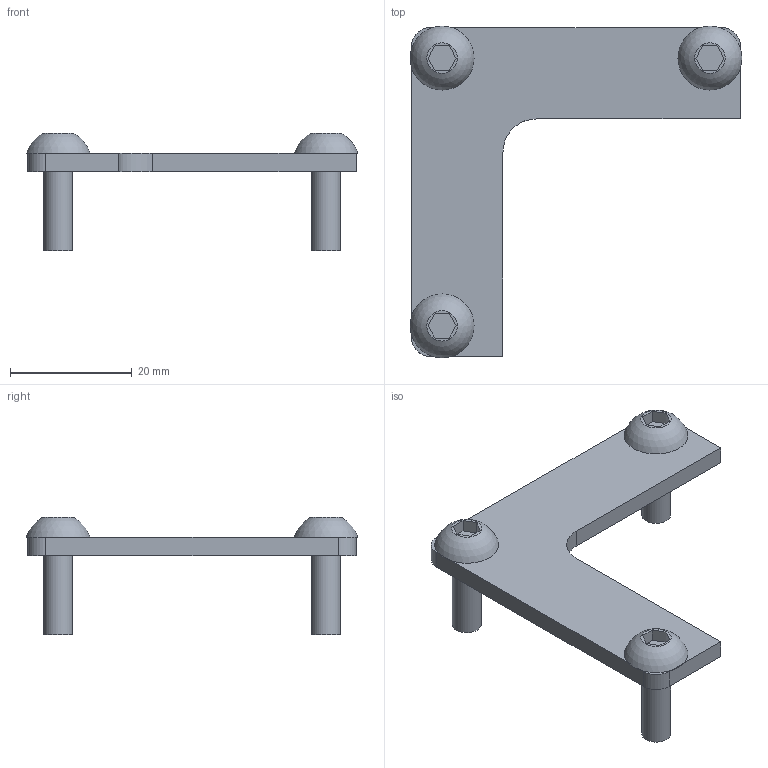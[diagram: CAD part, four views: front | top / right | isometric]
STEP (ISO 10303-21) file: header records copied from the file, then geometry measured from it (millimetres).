
FILE_DESCRIPTION(/* description */ (''),/* implementation_level */ '2;1');
FILE_NAME(/* name */ '143330',/* time_stamp */ '2014-10-06T14:07:24+02:00',/* author */ (''),/* organization */ (''),/* preprocessor_version */ 'ST-DEVELOPER v14',/* originating_system */ 'HiCAD 2013 1802.4 Build 509',/* authorisation */ '');
FILE_SCHEMA (('AUTOMOTIVE_DESIGN { 1 0 10303 214 1 1 1 1 }'));
Length unit declared in the file: millimetre
Products named in the file (5): Root; 143330Afdekkap voor schuifprofiel 40BOIKON0; 120030Laagbolkopschroef M6 x 16Pan head bolts0
Assembly tree (4 placements, depth 3):
  Root
    143330Afdekkap voor schuifprofiel 40BOIKON0
      120030Laagbolkopschroef M6 x 16Pan head bolts0
      120030Laagbolkopschroef M6 x 16Pan head bolts0
      120030Laagbolkopschroef M6 x 16Pan head bolts0
Bounding box: 54.5 x 54.5 x 19.3 mm (x, y, z)
Volume: 5287.1 mm3; surface area: 4864.7 mm2
Topology: 4 solids, 4 shells, 57 faces, 129 edges, 87 vertices
Faces by surface type: plane 38, cylinder 13, cone 3, sphere 3
Full cylindrical faces by diameter (mm): 4.773 x3, 6 x3, 6.5 x3
Entity records: 2730 total; most frequent: DIRECTION 270, CARTESIAN_POINT 254, PRESENTATION_STYLE_ASSIGNMENT 229, OVER_RIDING_STYLED_ITEM 225, COLOUR_RGB 219, DRAUGHTING_PRE_DEFINED_CURVE_FONT 216, CURVE_STYLE 216, ORIENTED_EDGE 216
